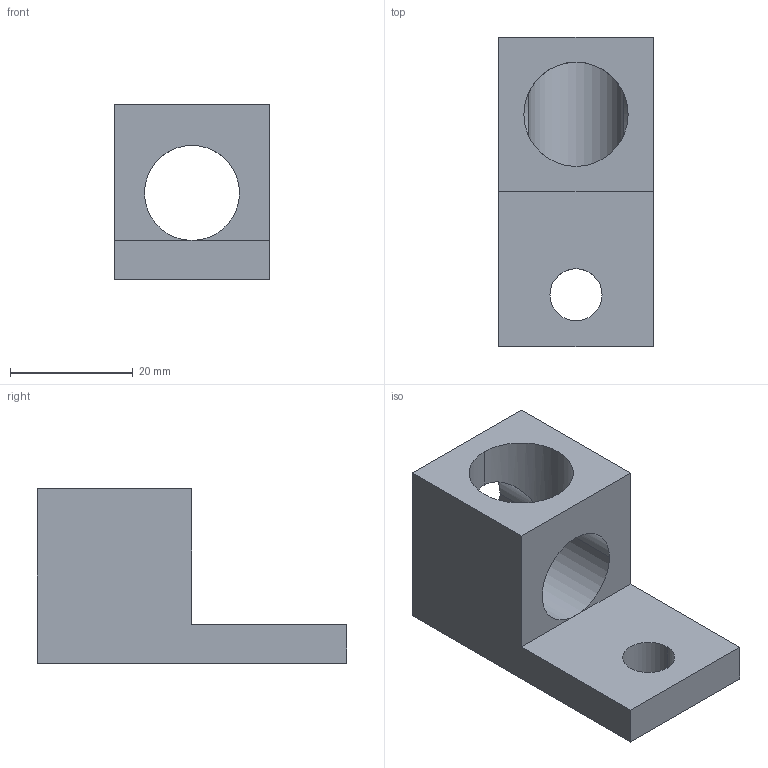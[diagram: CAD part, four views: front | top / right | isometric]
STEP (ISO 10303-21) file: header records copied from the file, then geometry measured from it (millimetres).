
FILE_DESCRIPTION((''),'2;1');
FILE_NAME('3d_GLX500.stp','2022-04-22T12:53:24',(''),(''),'Mechanical Desktop 2009','Mechanical Desktop 2009',', , ');
FILE_SCHEMA(('CONFIG_CONTROL_DESIGN'));
Length unit declared in the file: millimetre
Products named in the file (1): Product
Bounding box: 25.15 x 50.5 x 28.5 mm (x, y, z)
Volume: 15135.8 mm3; surface area: 6656.1 mm2
Topology: 1 solids, 1 shells, 17 faces, 48 edges, 31 vertices
Faces by surface type: plane 8, cylinder 7, cone 2
Entity records: 712 total; most frequent: CARTESIAN_POINT 167, ORIENTED_EDGE 96, DIRECTION 89, EDGE_CURVE 48, AXIS2_PLACEMENT_3D 31, VERTEX_POINT 31, VECTOR 27, LINE 27
